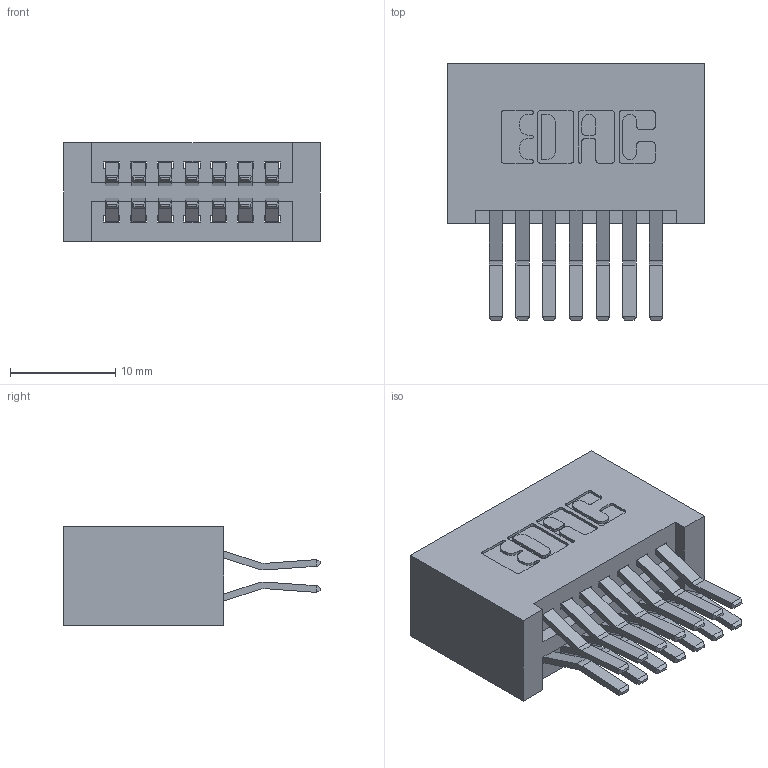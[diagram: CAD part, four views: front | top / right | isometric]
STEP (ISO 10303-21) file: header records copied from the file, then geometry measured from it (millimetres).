
FILE_DESCRIPTION (( 'STEP AP203' ), '1' );
FILE_NAME ('395-014-560-201.STEP', '2019-10-15T17:04:09', ( '' ), ( '' ), 'SwSTEP 2.0', 'SolidWorks 2016', '' );
FILE_SCHEMA (( 'CONFIG_CONTROL_DESIGN' ));
Length unit declared in the file: inch
Products named in the file (3): 345 Part_No Mounting Lugs; 345-292-001_560 Tail; 395-014-560-201
Assembly tree (15 placements, depth 2):
  395-014-560-201
    345 Part_No Mounting Lugs
    345-292-001_560 Tail  x14
Bounding box: 24.38 x 24.45 x 9.4 mm (x, y, z)
Volume: 2751.5 mm3; surface area: 3928.5 mm2
Topology: 15 solids, 15 shells, 846 faces, 2487 edges, 1638 vertices
Faces by surface type: plane 538, cylinder 308
Entity records: 10015 total; most frequent: CARTESIAN_POINT 1712, ORIENTED_EDGE 1646, DIRECTION 1551, EDGE_CURVE 823, VECTOR 667, LINE 667, VERTEX_POINT 546, AXIS2_PLACEMENT_3D 442
